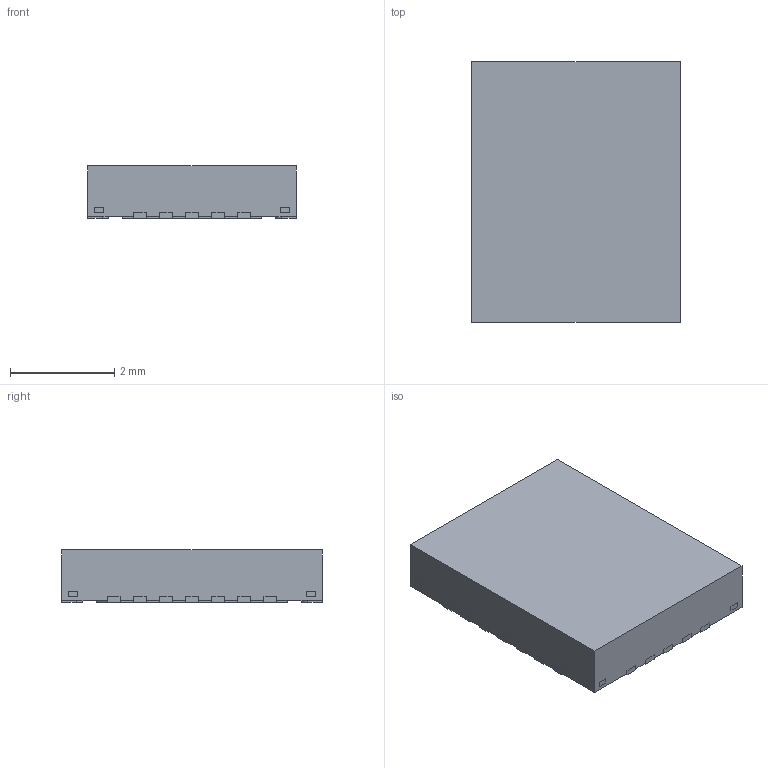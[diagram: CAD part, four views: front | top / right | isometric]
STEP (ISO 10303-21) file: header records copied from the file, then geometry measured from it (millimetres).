
FILE_DESCRIPTION((''),'2;1');
FILE_NAME('RHF0024A_ASM','2017-04-04T',('a0412086'),(''),'CREO PARAMETRIC BY PTC INC, 2016050','CREO PARAMETRIC BY PTC INC, 2016050','');
FILE_SCHEMA(('AUTOMOTIVE_DESIGN { 1 0 10303 214 1 1 1 1 }'));
Length unit declared in the file: millimetre
Products named in the file (4): BODY-QFN; FRAME-RHF0024A; PIN1-ID; RHF0024A_ASM
Assembly tree (3 placements, depth 2):
  RHF0024A_ASM
    BODY-QFN
    FRAME-RHF0024A
    PIN1-ID
Bounding box: 4 x 5 x 1 mm (x, y, z)
Volume: 19.8 mm3; surface area: 89.2 mm2
Topology: 30 solids, 30 shells, 315 faces, 762 edges, 508 vertices
Faces by surface type: plane 267, cylinder 48
Entity records: 11925 total; most frequent: CARTESIAN_POINT 1599, ORIENTED_EDGE 1524, DIRECTION 1502, PRESENTATION_STYLE_ASSIGNMENT 817, STYLED_ITEM 792, CURVE_STYLE 762, EDGE_CURVE 762, VECTOR 666
